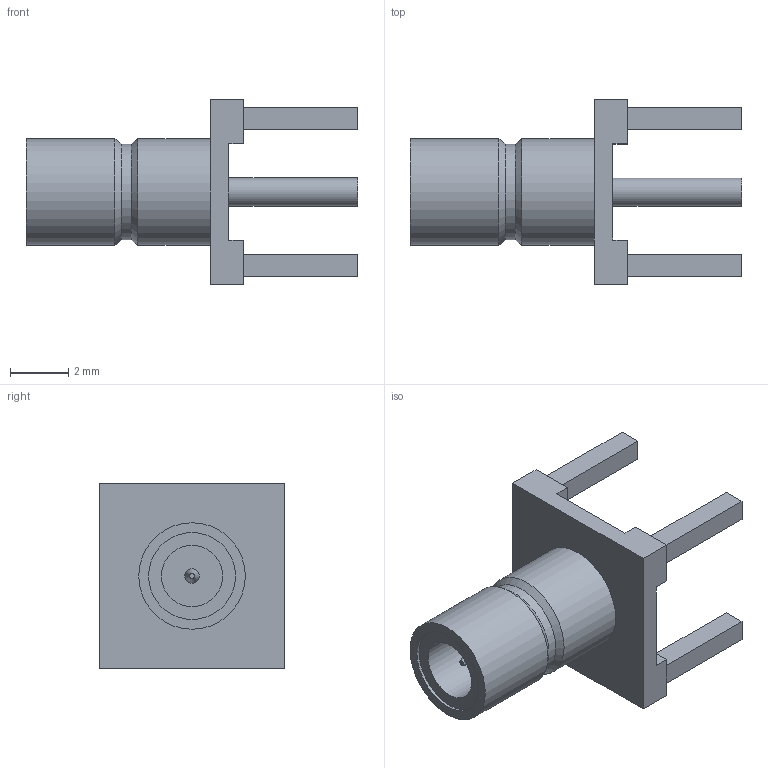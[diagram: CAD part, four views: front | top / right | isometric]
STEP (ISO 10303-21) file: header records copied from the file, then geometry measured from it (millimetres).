
FILE_DESCRIPTION(/* description */ ('STEP AP242','CAx-IF Rec.Pracs.---Representation and Presentation of Product Manufacturing Information (PMI)---4.0---2014-10-13','CAx-IF Rec.Pracs.---3D Tessellated Geometry---0.4---2014-09-14','2;1'),/* implementation_level */ '2;1');
FILE_NAME(/* name */ '61a91219c379b060ff30d533',/* time_stamp */ '2021-12-02T18:36:10+00:00',/* author */ (''),/* organization */ (''),/* preprocessor_version */ 'ST-DEVELOPER v18.1',/* originating_system */ ' ',/* authorisation */ ' ');
FILE_SCHEMA (('AP242_MANAGED_MODEL_BASED_3D_ENGINEERING_MIM_LF { 1 0 10303 442 1 1 4 }'));
Length unit declared in the file: metre
Products named in the file (1): 731000207wbm000_01
Bounding box: 11.43 x 6.36 x 6.35 mm (x, y, z)
Volume: 96.4 mm3; surface area: 272.4 mm2
Topology: 1 solids, 1 shells, 53 faces, 124 edges, 82 vertices
Faces by surface type: plane 43, cylinder 7, cone 3
Full cylindrical faces by diameter (mm): 0.508 x1, 0.965 x1, 2.108 x1, 2.997 x1, 3.3 x1, 3.67 x2
Entity records: 1457 total; most frequent: CARTESIAN_POINT 244, DIRECTION 234, ORIENTED_EDGE 222, EDGE_CURVE 111, LINE 96, VECTOR 96, VERTEX_POINT 79, EDGE_LOOP 72
